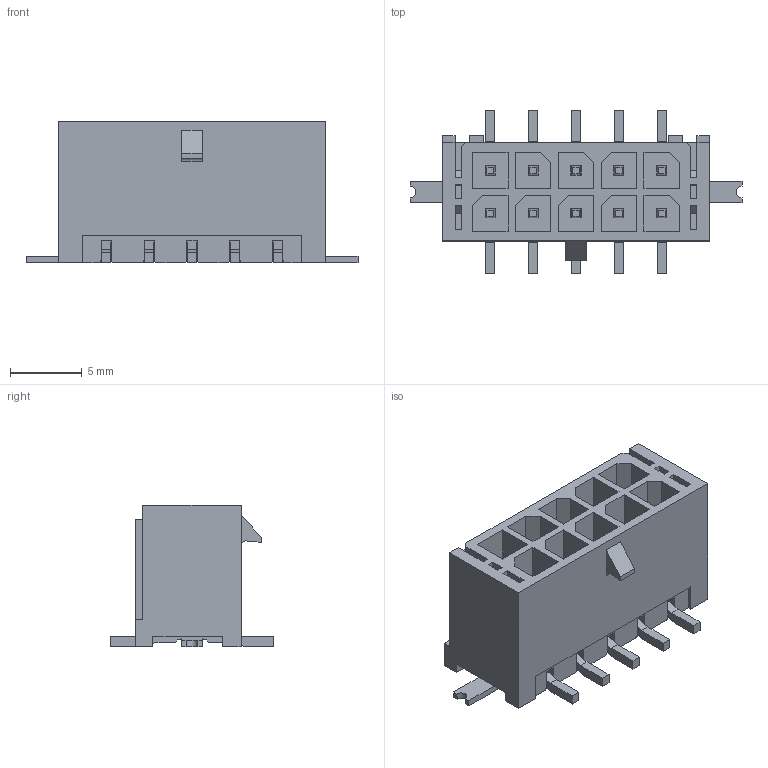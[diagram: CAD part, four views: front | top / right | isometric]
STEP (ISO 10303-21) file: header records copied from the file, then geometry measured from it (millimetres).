
FILE_DESCRIPTION(/* description */ ('Unknown'),/* implementation_level */ '2;1');
FILE_NAME(/* name */ 'J_Wurth_WR-MPC3_662010231822',/* time_stamp */ '2025-06-06T09:36:33+08:00',/* author */ ('Unknown'),/* organization */ ('Unknown'),/* preprocessor_version */ 'ST-DEVELOPER v19.4',/* originating_system */ 'Solid Edge',/* authorisation */ 'Unknown');
FILE_SCHEMA (('AUTOMOTIVE_DESIGN {1 0 10303 214 3 1 1}'));
Length unit declared in the file: millimetre
Products named in the file (2): J_Wurth_WR-MPC3_662010231822
Assembly tree (1 placements, depth 2):
  J_Wurth_WR-MPC3_662010231822
    J_Wurth_WR-MPC3_662010231822
Bounding box: 23.2 x 11.4 x 9.9 mm (x, y, z)
Volume: 767.9 mm3; surface area: 2228.1 mm2
Topology: 13 solids, 13 shells, 545 faces, 1538 edges, 1012 vertices
Faces by surface type: plane 518, cylinder 27
Entity records: 17420 total; most frequent: CARTESIAN_POINT 3097, ORIENTED_EDGE 3076, DIRECTION 2686, EDGE_CURVE 1538, LINE 1484, VECTOR 1484, VERTEX_POINT 1012, AXIS2_PLACEMENT_3D 601
